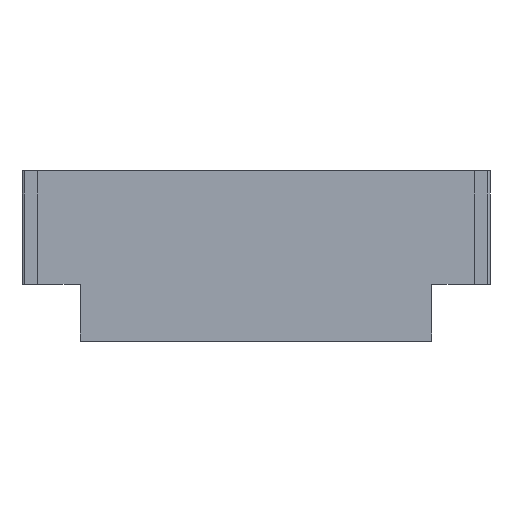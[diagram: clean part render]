
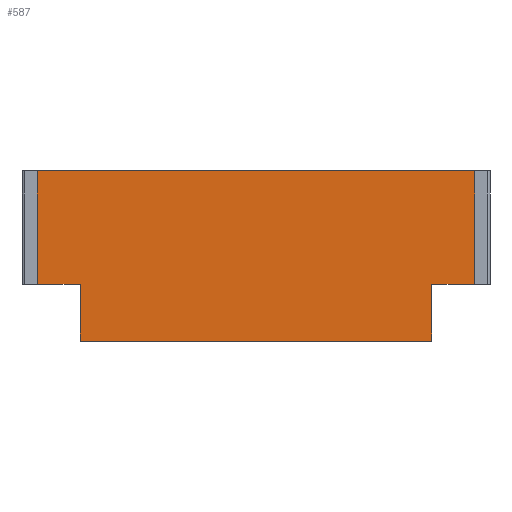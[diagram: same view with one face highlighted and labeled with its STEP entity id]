
A CAD part, left-side view. The second image highlights one B-rep face of the part: STEP entity #587.
In plain terms, the highlighted planar face has unit normal (-1, 0, 0).
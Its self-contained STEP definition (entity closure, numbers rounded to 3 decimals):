
#3 = EDGE_CURVE ( 'NONE', #1003, #662, #316, .T. ) ;
#44 = CARTESIAN_POINT ( 'NONE',  ( 0.8, 40.25, 0. ) ) ;
#67 = VECTOR ( 'NONE', #1021, 1000. ) ;
#68 = CARTESIAN_POINT ( 'NONE',  ( 0.8, -40.25, 20. ) ) ;
#84 = LINE ( 'NONE', #594, #531 ) ;
#99 = CARTESIAN_POINT ( 'NONE',  ( 0.8, -31., 0. ) ) ;
#106 = CARTESIAN_POINT ( 'NONE',  ( 0.8, -31., -10. ) ) ;
#168 = EDGE_CURVE ( 'NONE', #396, #1007, #176, .T. ) ;
#174 = CARTESIAN_POINT ( 'NONE',  ( 0.8, 0., 0. ) ) ;
#176 = LINE ( 'NONE', #174, #67 ) ;
#186 = CARTESIAN_POINT ( 'NONE',  ( 0.8, 0., 0. ) ) ;
#249 = AXIS2_PLACEMENT_3D ( 'NONE', #442, #268, #700 ) ;
#261 = EDGE_CURVE ( 'NONE', #720, #636, #711, .T. ) ;
#268 = DIRECTION ( 'NONE',  ( -1., 0., 0. ) ) ;
#309 = DIRECTION ( 'NONE',  ( 0., 0., -1. ) ) ;
#316 = LINE ( 'NONE', #68, #898 ) ;
#339 = ORIENTED_EDGE ( 'NONE', *, *, #877, .F. ) ;
#347 = EDGE_CURVE ( 'NONE', #465, #1007, #801, .T. ) ;
#356 = DIRECTION ( 'NONE',  ( 0., -1., 0. ) ) ;
#384 = LINE ( 'NONE', #186, #1008 ) ;
#386 = CARTESIAN_POINT ( 'NONE',  ( 0.8, 31., 0. ) ) ;
#396 = VERTEX_POINT ( 'NONE', #386 ) ;
#399 = VECTOR ( 'NONE', #1057, 1000. ) ;
#430 = DIRECTION ( 'NONE',  ( 0., 0., 1. ) ) ;
#442 = CARTESIAN_POINT ( 'NONE',  ( 0.8, 0., 20. ) ) ;
#465 = VERTEX_POINT ( 'NONE', #479 ) ;
#479 = CARTESIAN_POINT ( 'NONE',  ( 0.8, 40.25, 20. ) ) ;
#480 = LINE ( 'NONE', #503, #739 ) ;
#492 = EDGE_CURVE ( 'NONE', #1003, #465, #880, .T. ) ;
#503 = CARTESIAN_POINT ( 'NONE',  ( 0.8, 31., -72.073 ) ) ;
#531 = VECTOR ( 'NONE', #430, 1000. ) ;
#533 = DIRECTION ( 'NONE',  ( 0., 1., 0. ) ) ;
#558 = CARTESIAN_POINT ( 'NONE',  ( 0.8, 40.25, 20. ) ) ;
#560 = CARTESIAN_POINT ( 'NONE',  ( 0.8, 0., 20. ) ) ;
#587 = ADVANCED_FACE ( 'NONE', ( #708 ), #612, .T. ) ;
#593 = ORIENTED_EDGE ( 'NONE', *, *, #948, .F. ) ;
#594 = CARTESIAN_POINT ( 'NONE',  ( 0.8, -31., -72.073 ) ) ;
#612 = PLANE ( 'NONE',  #249 ) ;
#618 = ORIENTED_EDGE ( 'NONE', *, *, #688, .T. ) ;
#629 = CARTESIAN_POINT ( 'NONE',  ( 0.8, -40.25, 20. ) ) ;
#636 = VERTEX_POINT ( 'NONE', #106 ) ;
#659 = EDGE_LOOP ( 'NONE', ( #837, #618, #593, #796, #1049, #992, #863, #339 ) ) ;
#662 = VERTEX_POINT ( 'NONE', #943 ) ;
#688 = EDGE_CURVE ( 'NONE', #636, #902, #84, .T. ) ;
#700 = DIRECTION ( 'NONE',  ( 0., 0., 1. ) ) ;
#708 = FACE_OUTER_BOUND ( 'NONE', #659, .T. ) ;
#711 = LINE ( 'NONE', #1030, #763 ) ;
#720 = VERTEX_POINT ( 'NONE', #845 ) ;
#728 = VECTOR ( 'NONE', #1059, 1000. ) ;
#739 = VECTOR ( 'NONE', #833, 1000. ) ;
#763 = VECTOR ( 'NONE', #356, 1000. ) ;
#796 = ORIENTED_EDGE ( 'NONE', *, *, #3, .F. ) ;
#801 = LINE ( 'NONE', #558, #399 ) ;
#833 = DIRECTION ( 'NONE',  ( 0., 0., 1. ) ) ;
#837 = ORIENTED_EDGE ( 'NONE', *, *, #261, .T. ) ;
#845 = CARTESIAN_POINT ( 'NONE',  ( 0.8, 31., -10. ) ) ;
#863 = ORIENTED_EDGE ( 'NONE', *, *, #168, .F. ) ;
#877 = EDGE_CURVE ( 'NONE', #720, #396, #480, .T. ) ;
#880 = LINE ( 'NONE', #560, #728 ) ;
#898 = VECTOR ( 'NONE', #309, 1000. ) ;
#902 = VERTEX_POINT ( 'NONE', #99 ) ;
#943 = CARTESIAN_POINT ( 'NONE',  ( 0.8, -40.25, 0. ) ) ;
#948 = EDGE_CURVE ( 'NONE', #662, #902, #384, .T. ) ;
#992 = ORIENTED_EDGE ( 'NONE', *, *, #347, .T. ) ;
#1003 = VERTEX_POINT ( 'NONE', #629 ) ;
#1007 = VERTEX_POINT ( 'NONE', #44 ) ;
#1008 = VECTOR ( 'NONE', #533, 1000. ) ;
#1021 = DIRECTION ( 'NONE',  ( 0., 1., 0. ) ) ;
#1030 = CARTESIAN_POINT ( 'NONE',  ( 0.8, -1., -10. ) ) ;
#1049 = ORIENTED_EDGE ( 'NONE', *, *, #492, .T. ) ;
#1057 = DIRECTION ( 'NONE',  ( 0., 0., -1. ) ) ;
#1059 = DIRECTION ( 'NONE',  ( 0., 1., 0. ) ) ;
